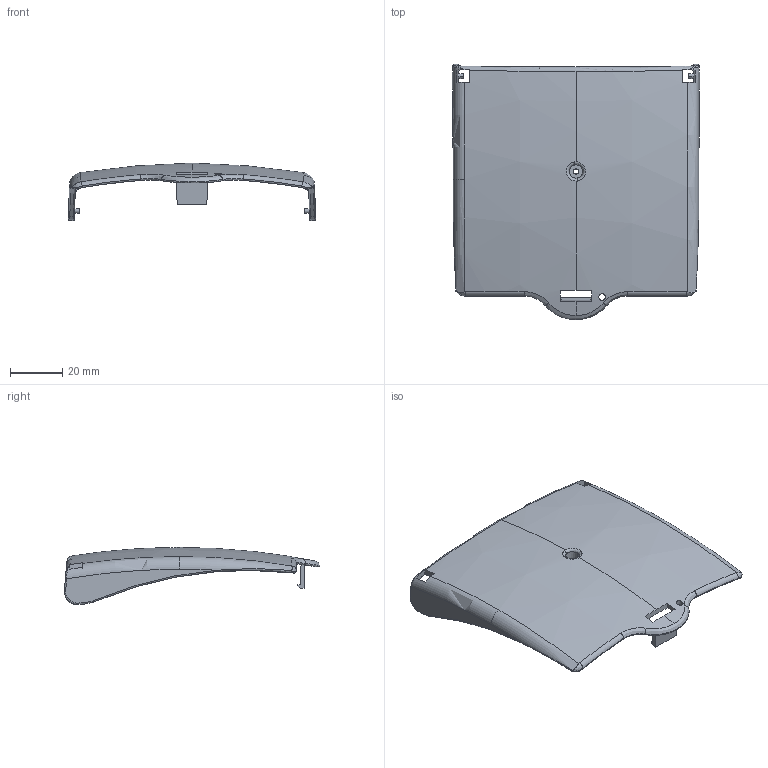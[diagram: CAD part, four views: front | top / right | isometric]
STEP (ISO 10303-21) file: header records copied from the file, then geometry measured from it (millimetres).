
FILE_DESCRIPTION (( 'STEP AP214' ), '1' );
FILE_NAME ('SHOKC_STPALL.STEP', '2022-09-23T14:44:14', ( '' ), ( '' ), 'SwSTEP 2.0', 'SolidWorks 2020', '' );
FILE_SCHEMA (( 'AUTOMOTIVE_DESIGN' ));
Length unit declared in the file: millimetre
Products named in the file (2): PP0409-PROTECTION LID R2; SHOKC_STPALL
Assembly tree (1 placements, depth 2):
  SHOKC_STPALL
    PP0409-PROTECTION LID R2
Bounding box: 94.51 x 97.68 x 21.85 mm (x, y, z)
Volume: 19052.3 mm3; surface area: 19793.2 mm2
Topology: 1 solids, 1 shells, 143 faces, 386 edges, 240 vertices
Faces by surface type: bspline 38, plane 36, torus 29, cylinder 22, cone 10, sphere 8
Entity records: 6168 total; most frequent: CARTESIAN_POINT 2763, ORIENTED_EDGE 772, DIRECTION 663, EDGE_CURVE 386, AXIS2_PLACEMENT_3D 287, VERTEX_POINT 240, CIRCLE 178, EDGE_LOOP 148
